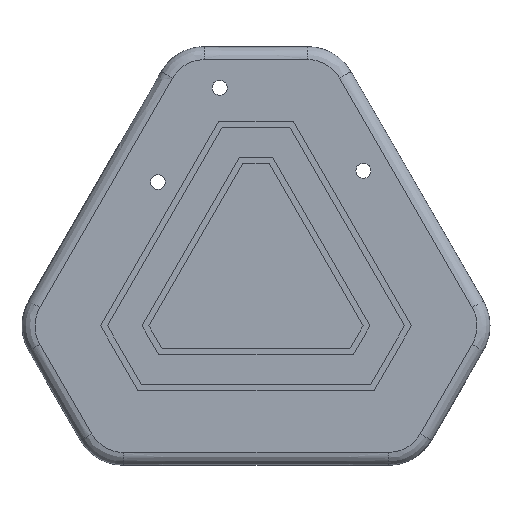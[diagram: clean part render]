
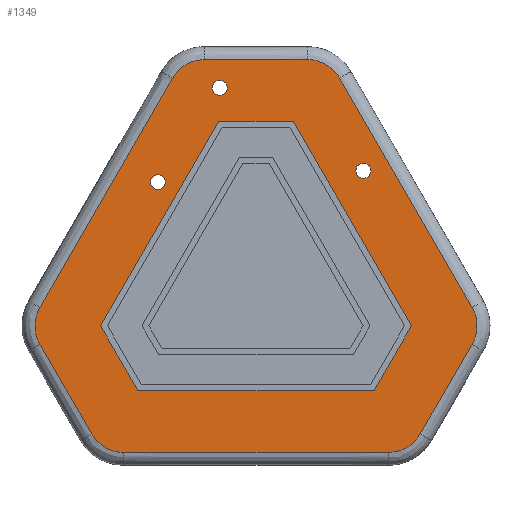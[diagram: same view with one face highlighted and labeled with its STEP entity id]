
A CAD part, front view. The second image highlights one B-rep face of the part: STEP entity #1349.
In plain terms, the highlighted planar face has unit normal (0, -1, 0).
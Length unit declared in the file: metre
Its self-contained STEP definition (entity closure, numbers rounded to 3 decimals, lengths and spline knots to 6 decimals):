
#24=B_SPLINE_CURVE_WITH_KNOTS('',3,(#1932,#1933,#1934,#1935),
 .UNSPECIFIED.,.F.,.F.,(4,4),(0.,1.),.UNSPECIFIED.);
#25=B_SPLINE_CURVE_WITH_KNOTS('',3,(#1938,#1939,#1940,#1941),
 .UNSPECIFIED.,.F.,.F.,(4,4),(0.,1.),.UNSPECIFIED.);
#26=B_SPLINE_CURVE_WITH_KNOTS('',3,(#1943,#1944,#1945,#1946),
 .UNSPECIFIED.,.F.,.F.,(4,4),(0.,1.),.UNSPECIFIED.);
#27=B_SPLINE_CURVE_WITH_KNOTS('',3,(#1948,#1949,#1950,#1951),
 .UNSPECIFIED.,.F.,.F.,(4,4),(0.,1.),.UNSPECIFIED.);
#28=B_SPLINE_CURVE_WITH_KNOTS('',3,(#1953,#1954,#1955,#1956),
 .UNSPECIFIED.,.F.,.F.,(4,4),(0.,1.),.UNSPECIFIED.);
#29=B_SPLINE_CURVE_WITH_KNOTS('',3,(#1958,#1959,#1960,#1961),
 .UNSPECIFIED.,.F.,.F.,(4,4),(0.,1.),.UNSPECIFIED.);
#30=B_SPLINE_CURVE_WITH_KNOTS('',3,(#1963,#1964,#1965,#1966),
 .UNSPECIFIED.,.F.,.F.,(4,4),(0.,1.),.UNSPECIFIED.);
#31=B_SPLINE_CURVE_WITH_KNOTS('',3,(#1968,#1969,#1970,#1971),
 .UNSPECIFIED.,.F.,.F.,(4,4),(0.,1.),.UNSPECIFIED.);
#32=B_SPLINE_CURVE_WITH_KNOTS('',3,(#1973,#1974,#1975,#1976),
 .UNSPECIFIED.,.F.,.F.,(4,4),(0.,1.),.UNSPECIFIED.);
#33=B_SPLINE_CURVE_WITH_KNOTS('',3,(#1978,#1979,#1980,#1981),
 .UNSPECIFIED.,.F.,.F.,(4,4),(0.,1.),.UNSPECIFIED.);
#34=B_SPLINE_CURVE_WITH_KNOTS('',3,(#1983,#1984,#1985,#1986),
 .UNSPECIFIED.,.F.,.F.,(4,4),(0.,1.),.UNSPECIFIED.);
#35=B_SPLINE_CURVE_WITH_KNOTS('',3,(#1988,#1989,#1990,#1991),
 .UNSPECIFIED.,.F.,.F.,(4,4),(0.,1.),.UNSPECIFIED.);
#74=LINE('',#1998,#199);
#75=LINE('',#2001,#200);
#76=LINE('',#2003,#201);
#77=LINE('',#2005,#202);
#78=LINE('',#2007,#203);
#79=LINE('',#2009,#204);
#199=VECTOR('',#1600,1.);
#200=VECTOR('',#1601,1.);
#201=VECTOR('',#1602,1.);
#202=VECTOR('',#1603,1.);
#203=VECTOR('',#1604,1.);
#204=VECTOR('',#1605,1.);
#324=PLANE('',#1462);
#391=ORIENTED_EDGE('',*,*,#785,.T.);
#392=ORIENTED_EDGE('',*,*,#786,.T.);
#393=ORIENTED_EDGE('',*,*,#787,.T.);
#394=ORIENTED_EDGE('',*,*,#788,.T.);
#395=ORIENTED_EDGE('',*,*,#789,.T.);
#396=ORIENTED_EDGE('',*,*,#790,.T.);
#397=ORIENTED_EDGE('',*,*,#791,.T.);
#398=ORIENTED_EDGE('',*,*,#792,.T.);
#399=ORIENTED_EDGE('',*,*,#793,.T.);
#400=ORIENTED_EDGE('',*,*,#794,.T.);
#401=ORIENTED_EDGE('',*,*,#795,.T.);
#402=ORIENTED_EDGE('',*,*,#796,.T.);
#403=ORIENTED_EDGE('',*,*,#797,.T.);
#404=ORIENTED_EDGE('',*,*,#798,.T.);
#405=ORIENTED_EDGE('',*,*,#799,.T.);
#406=ORIENTED_EDGE('',*,*,#800,.T.);
#407=ORIENTED_EDGE('',*,*,#801,.F.);
#408=ORIENTED_EDGE('',*,*,#802,.F.);
#409=ORIENTED_EDGE('',*,*,#803,.F.);
#410=ORIENTED_EDGE('',*,*,#804,.F.);
#411=ORIENTED_EDGE('',*,*,#805,.F.);
#785=EDGE_CURVE('',#984,#985,#24,.T.);
#786=EDGE_CURVE('',#985,#986,#25,.T.);
#787=EDGE_CURVE('',#986,#987,#26,.T.);
#788=EDGE_CURVE('',#987,#988,#27,.T.);
#789=EDGE_CURVE('',#988,#989,#28,.T.);
#790=EDGE_CURVE('',#989,#990,#29,.T.);
#791=EDGE_CURVE('',#990,#991,#30,.T.);
#792=EDGE_CURVE('',#991,#992,#31,.T.);
#793=EDGE_CURVE('',#992,#993,#32,.T.);
#794=EDGE_CURVE('',#993,#994,#33,.T.);
#795=EDGE_CURVE('',#994,#995,#34,.T.);
#796=EDGE_CURVE('',#995,#984,#35,.T.);
#797=EDGE_CURVE('',#996,#996,#1104,.T.);
#798=EDGE_CURVE('',#997,#997,#1105,.T.);
#799=EDGE_CURVE('',#998,#998,#1106,.T.);
#800=EDGE_CURVE('',#999,#1000,#74,.T.);
#801=EDGE_CURVE('',#1001,#1000,#75,.T.);
#802=EDGE_CURVE('',#1002,#1001,#76,.T.);
#803=EDGE_CURVE('',#1003,#1002,#77,.T.);
#804=EDGE_CURVE('',#1004,#1003,#78,.T.);
#805=EDGE_CURVE('',#999,#1004,#79,.T.);
#984=VERTEX_POINT('',#1936);
#985=VERTEX_POINT('',#1937);
#986=VERTEX_POINT('',#1942);
#987=VERTEX_POINT('',#1947);
#988=VERTEX_POINT('',#1952);
#989=VERTEX_POINT('',#1957);
#990=VERTEX_POINT('',#1962);
#991=VERTEX_POINT('',#1967);
#992=VERTEX_POINT('',#1972);
#993=VERTEX_POINT('',#1977);
#994=VERTEX_POINT('',#1982);
#995=VERTEX_POINT('',#1987);
#996=VERTEX_POINT('',#1993);
#997=VERTEX_POINT('',#1995);
#998=VERTEX_POINT('',#1997);
#999=VERTEX_POINT('',#1999);
#1000=VERTEX_POINT('',#2000);
#1001=VERTEX_POINT('',#2002);
#1002=VERTEX_POINT('',#2004);
#1003=VERTEX_POINT('',#2006);
#1004=VERTEX_POINT('',#2008);
#1104=CIRCLE('',#1463,0.00075);
#1105=CIRCLE('',#1464,0.00075);
#1106=CIRCLE('',#1465,0.00075);
#1140=EDGE_LOOP('',(#391,#392,#393,#394,#395,#396,#397,#398,#399,#400,#401,
#402));
#1141=EDGE_LOOP('',(#403));
#1142=EDGE_LOOP('',(#404));
#1143=EDGE_LOOP('',(#405));
#1144=EDGE_LOOP('',(#406,#407,#408,#409,#410,#411));
#1237=FACE_BOUND('',#1140,.T.);
#1238=FACE_BOUND('',#1141,.T.);
#1239=FACE_BOUND('',#1142,.T.);
#1240=FACE_BOUND('',#1143,.T.);
#1241=FACE_BOUND('',#1144,.T.);
#1349=ADVANCED_FACE('',(#1237,#1238,#1239,#1240,#1241),#324,.F.);
#1462=AXIS2_PLACEMENT_3D('',#1931,#1592,#1593);
#1463=AXIS2_PLACEMENT_3D('',#1992,#1594,#1595);
#1464=AXIS2_PLACEMENT_3D('',#1994,#1596,#1597);
#1465=AXIS2_PLACEMENT_3D('',#1996,#1598,#1599);
#1592=DIRECTION('',(0.,1.,0.));
#1593=DIRECTION('',(1.,0.,0.));
#1594=DIRECTION('',(0.,1.,0.));
#1595=DIRECTION('',(1.,0.,0.));
#1596=DIRECTION('',(0.,1.,0.));
#1597=DIRECTION('',(1.,0.,0.));
#1598=DIRECTION('',(0.,1.,0.));
#1599=DIRECTION('',(1.,0.,0.));
#1600=DIRECTION('',(0.5,0.,0.866));
#1601=DIRECTION('',(-1.,0.,0.));
#1602=DIRECTION('',(-0.5,0.,0.866));
#1603=DIRECTION('',(0.5,0.,0.866));
#1604=DIRECTION('',(1.,0.,0.));
#1605=DIRECTION('',(0.5,0.,-0.866));
#1931=CARTESIAN_POINT('',(0.008077,0.,-0.021));
#1932=CARTESIAN_POINT('',(0.002887,0.,-0.0013));
#1933=CARTESIAN_POINT('',(0.001565,0.,-0.0013));
#1934=CARTESIAN_POINT('',(0.000344,0.,-0.002005));
#1935=CARTESIAN_POINT('',(-0.000318,0.,-0.00315));
#1936=CARTESIAN_POINT('',(0.002887,0.,-0.0013));
#1937=CARTESIAN_POINT('',(-0.000318,0.,-0.00315));
#1938=CARTESIAN_POINT('',(-0.000318,0.,-0.00315));
#1939=CARTESIAN_POINT('',(-0.004746,0.,-0.01082));
#1940=CARTESIAN_POINT('',(-0.009174,0.,-0.01849));
#1941=CARTESIAN_POINT('',(-0.013602,0.,-0.02616));
#1942=CARTESIAN_POINT('',(-0.013602,0.,-0.02616));
#1943=CARTESIAN_POINT('',(-0.013602,0.,-0.02616));
#1944=CARTESIAN_POINT('',(-0.014263,0.,-0.027304));
#1945=CARTESIAN_POINT('',(-0.014263,0.,-0.028714));
#1946=CARTESIAN_POINT('',(-0.013602,0.,-0.02986));
#1947=CARTESIAN_POINT('',(-0.013602,0.,-0.02986));
#1948=CARTESIAN_POINT('',(-0.013602,0.,-0.02986));
#1949=CARTESIAN_POINT('',(-0.011872,0.,-0.032856));
#1950=CARTESIAN_POINT('',(-0.010142,0.,-0.035853));
#1951=CARTESIAN_POINT('',(-0.008412,0.,-0.03885));
#1952=CARTESIAN_POINT('',(-0.008412,0.,-0.03885));
#1953=CARTESIAN_POINT('',(-0.008412,0.,-0.03885));
#1954=CARTESIAN_POINT('',(-0.007751,0.,-0.039994));
#1955=CARTESIAN_POINT('',(-0.00653,0.,-0.0407));
#1956=CARTESIAN_POINT('',(-0.005207,0.,-0.0407));
#1957=CARTESIAN_POINT('',(-0.005207,0.,-0.0407));
#1958=CARTESIAN_POINT('',(-0.005207,0.,-0.0407));
#1959=CARTESIAN_POINT('',(0.003649,0.,-0.0407));
#1960=CARTESIAN_POINT('',(0.012506,0.,-0.0407));
#1961=CARTESIAN_POINT('',(0.021362,0.,-0.0407));
#1962=CARTESIAN_POINT('',(0.021362,0.,-0.0407));
#1963=CARTESIAN_POINT('',(0.021362,0.,-0.0407));
#1964=CARTESIAN_POINT('',(0.022683,0.,-0.0407));
#1965=CARTESIAN_POINT('',(0.023905,0.,-0.039995));
#1966=CARTESIAN_POINT('',(0.024566,0.,-0.03885));
#1967=CARTESIAN_POINT('',(0.024566,0.,-0.03885));
#1968=CARTESIAN_POINT('',(0.024566,0.,-0.03885));
#1969=CARTESIAN_POINT('',(0.026296,0.,-0.035853));
#1970=CARTESIAN_POINT('',(0.028027,0.,-0.032856));
#1971=CARTESIAN_POINT('',(0.029757,0.,-0.02986));
#1972=CARTESIAN_POINT('',(0.029757,0.,-0.02986));
#1973=CARTESIAN_POINT('',(0.029757,0.,-0.02986));
#1974=CARTESIAN_POINT('',(0.030418,0.,-0.028715));
#1975=CARTESIAN_POINT('',(0.030418,0.,-0.027305));
#1976=CARTESIAN_POINT('',(0.029757,0.,-0.02616));
#1977=CARTESIAN_POINT('',(0.029757,0.,-0.02616));
#1978=CARTESIAN_POINT('',(0.029757,0.,-0.02616));
#1979=CARTESIAN_POINT('',(0.025329,0.,-0.01849));
#1980=CARTESIAN_POINT('',(0.0209,0.,-0.01082));
#1981=CARTESIAN_POINT('',(0.016472,0.,-0.00315));
#1982=CARTESIAN_POINT('',(0.016472,0.,-0.00315));
#1983=CARTESIAN_POINT('',(0.016472,0.,-0.00315));
#1984=CARTESIAN_POINT('',(0.015812,0.,-0.002006));
#1985=CARTESIAN_POINT('',(0.01459,0.,-0.0013));
#1986=CARTESIAN_POINT('',(0.013268,0.,-0.0013));
#1987=CARTESIAN_POINT('',(0.013268,0.,-0.0013));
#1988=CARTESIAN_POINT('',(0.013268,0.,-0.0013));
#1989=CARTESIAN_POINT('',(0.009808,0.,-0.0013));
#1990=CARTESIAN_POINT('',(0.006347,0.,-0.0013));
#1991=CARTESIAN_POINT('',(0.002887,0.,-0.0013));
#1992=CARTESIAN_POINT('',(0.004434,0.,-0.00412));
#1993=CARTESIAN_POINT('',(0.005184,0.,-0.00412));
#1994=CARTESIAN_POINT('',(0.018853,0.,-0.012445));
#1995=CARTESIAN_POINT('',(0.019603,0.,-0.012445));
#1996=CARTESIAN_POINT('',(-0.001761,0.,-0.01358));
#1997=CARTESIAN_POINT('',(-0.001011,0.,-0.01358));
#1998=CARTESIAN_POINT('',(-0.00159,0.,-0.017755));
#1999=CARTESIAN_POINT('',(-0.007511,0.,-0.02801));
#2000=CARTESIAN_POINT('',(0.00433,0.,-0.0075));
#2001=CARTESIAN_POINT('',(0.008077,0.,-0.0075));
#2002=CARTESIAN_POINT('',(0.011825,0.,-0.0075));
#2003=CARTESIAN_POINT('',(0.017745,0.,-0.017755));
#2004=CARTESIAN_POINT('',(0.023666,0.,-0.02801));
#2005=CARTESIAN_POINT('',(0.021792,0.,-0.031255));
#2006=CARTESIAN_POINT('',(0.019919,0.,-0.0345));
#2007=CARTESIAN_POINT('',(0.008077,0.,-0.0345));
#2008=CARTESIAN_POINT('',(-0.003764,0.,-0.0345));
#2009=CARTESIAN_POINT('',(-0.005637,0.,-0.031255));
